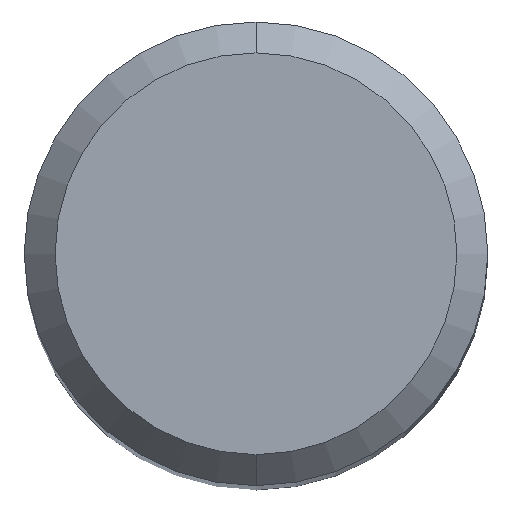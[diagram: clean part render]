
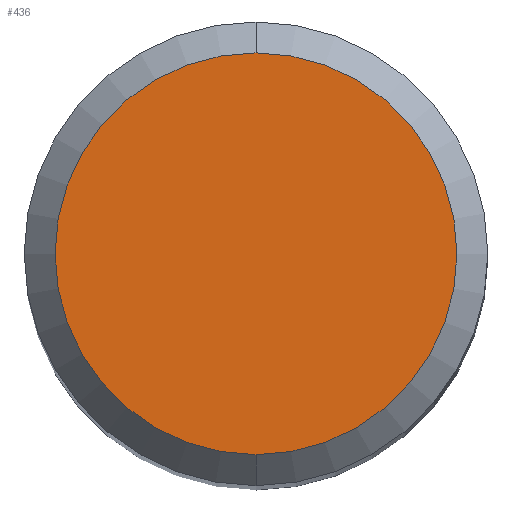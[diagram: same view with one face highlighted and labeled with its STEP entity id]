
A CAD part, top view. The second image highlights one B-rep face of the part: STEP entity #436.
In plain terms, the highlighted planar face has unit normal (0, 0, 1).
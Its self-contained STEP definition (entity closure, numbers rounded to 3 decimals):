
#186=VERTEX_POINT('',#479);
#334=EDGE_CURVE('',#186,#434,#642,.T.);
#380=EDGE_CURVE('',#434,#186,#692,.T.);
#434=VERTEX_POINT('',#755);
#436=ADVANCED_FACE('',(#757),#758,.T.);
#479=CARTESIAN_POINT('',(0.,-2.6,0.0));
#642=CIRCLE('',#1101,2.6);
#692=CIRCLE('',#1184,2.6);
#755=CARTESIAN_POINT('',(0.0,2.6,0.0));
#757=FACE_OUTER_BOUND('',#1363,.T.);
#758=PLANE('',#1364);
#1101=AXIS2_PLACEMENT_3D('',#1572,#1573,#1574);
#1184=AXIS2_PLACEMENT_3D('',#1631,#1632,#1633);
#1363=EDGE_LOOP('',(#1719,#1720));
#1364=AXIS2_PLACEMENT_3D('',#1721,#1722,#1723);
#1572=CARTESIAN_POINT('',(0.0,0.0,0.0));
#1573=DIRECTION('',(0.0,0.0,-1.0));
#1574=DIRECTION('',(0.0,1.0,0.0));
#1631=CARTESIAN_POINT('',(0.0,0.0,0.0));
#1632=DIRECTION('',(0.0,0.0,-1.0));
#1633=DIRECTION('',(0.0,1.0,0.0));
#1719=ORIENTED_EDGE('',*,*,#380,.F.);
#1720=ORIENTED_EDGE('',*,*,#334,.F.);
#1721=CARTESIAN_POINT('',(0.0,1.3,0.0));
#1722=DIRECTION('',(-0.0,0.0,1.0));
#1723=DIRECTION('',(0.0,-1.0,0.0));
